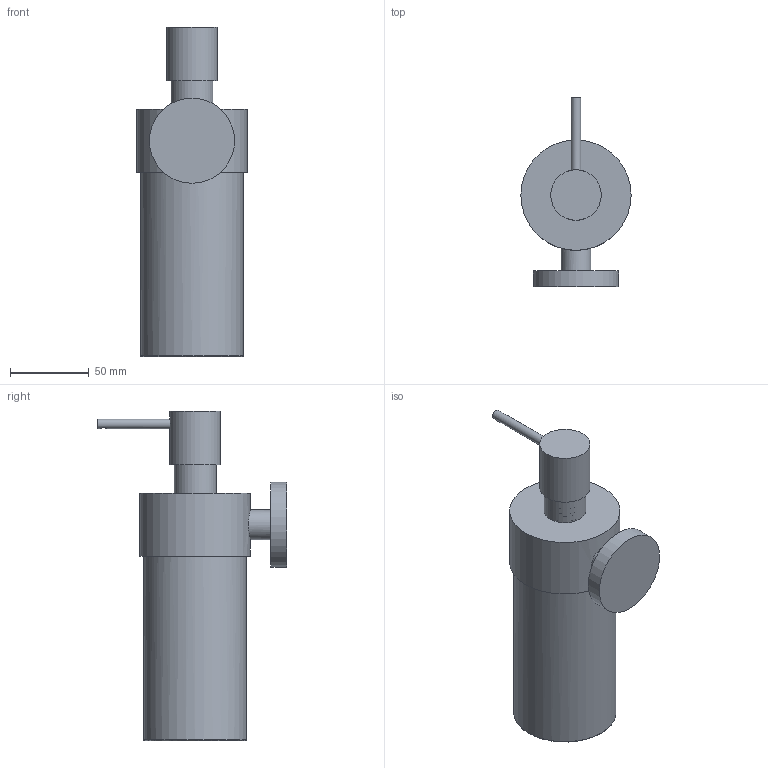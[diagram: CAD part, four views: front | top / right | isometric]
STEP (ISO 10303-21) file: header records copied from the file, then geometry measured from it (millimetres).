
FILE_DESCRIPTION(/* description */ (''),/* implementation_level */ '2;1');
FILE_NAME(/* name */ '3D_TVA151007000_ElementsTender.step',/* time_stamp */ '2022-12-07T16:27:53+01:00',/* author */ (''),/* organization */ (''),/* preprocessor_version */ 'ST-DEVELOPER v19.2',/* originating_system */ 'Autodesk Translation Framework v11.17.0.187',/* authorisation */ '');
FILE_SCHEMA (('AUTOMOTIVE_DESIGN { 1 0 10303 214 3 1 1 }'));
Length unit declared in the file: millimetre
Products named in the file (6): (Nicht gespeichert); 2179DZ; 2179ZZ; 2179J; 2179ZYP; 121
Assembly tree (5 placements, depth 2):
  (Nicht gespeichert)
    2179DZ
    2179ZZ
    2179J
    2179ZYP
    121
Bounding box: 70 x 120 x 208.9 mm (x, y, z)
Volume: 306650.1 mm3; surface area: 113851.3 mm2
Topology: 5 solids, 5 shells, 98 faces, 195 edges, 131 vertices
Faces by surface type: cylinder 41, plane 40, bspline 8, cone 5, torus 4
Full cylindrical faces by diameter (mm): 4 x1, 4.2 x1, 6 x1, 8.4 x1, 10 x1, 12.9 x1, 13 x1, 15 x1, 16 x3, 16.3 x1, 18 x2, 19 x2, 20 x1, 22 x7, 22.08 x1, 24.5 x1, 25.28 x2, 26 x1, 26.5 x1, 28 x1, 32 x1, 54 x1, 62 x1, 65 x2, 66 x1, 70 x1
Entity records: 6857 total; most frequent: CARTESIAN_POINT 4680, DIRECTION 414, ORIENTED_EDGE 390, EDGE_CURVE 195, AXIS2_PLACEMENT_3D 175, VERTEX_POINT 131, EDGE_LOOP 128, FACE_OUTER_BOUND 98
